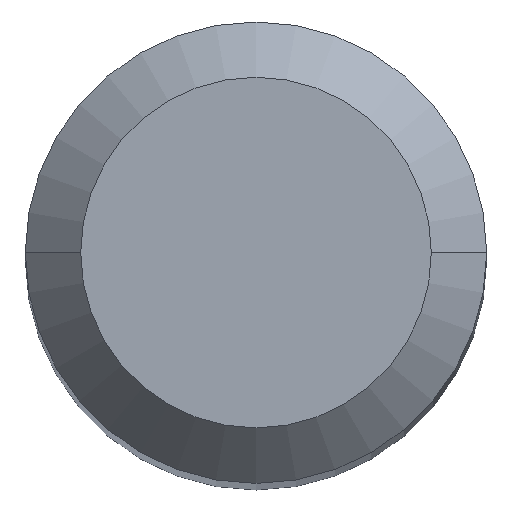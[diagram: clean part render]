
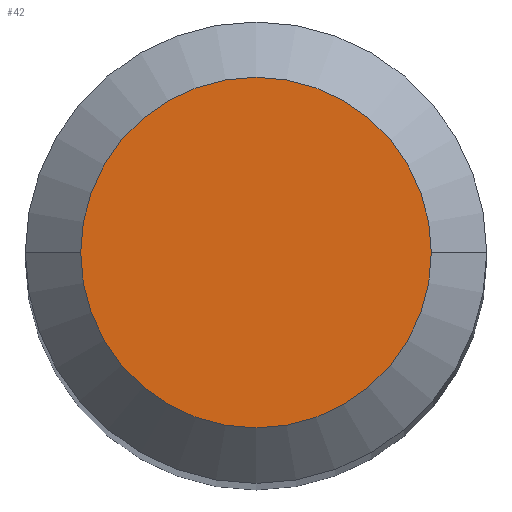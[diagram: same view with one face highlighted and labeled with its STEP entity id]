
A CAD part, top view. The second image highlights one B-rep face of the part: STEP entity #42.
In plain terms, the highlighted planar face has unit normal (0, 0, 1).
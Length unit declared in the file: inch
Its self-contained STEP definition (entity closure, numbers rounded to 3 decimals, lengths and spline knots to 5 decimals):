
#14 = EDGE_LOOP ( 'NONE', ( #101, #61 ) ) ;
#17 = DIRECTION ( 'NONE',  ( 0., 0., 1. ) ) ;
#25 = CARTESIAN_POINT ( 'NONE',  ( 0., 0., 1.5 ) ) ;
#37 = VERTEX_POINT ( 'NONE', #84 ) ;
#42 = ADVANCED_FACE ( 'NONE', ( #227 ), #203, .T. ) ;
#61 = ORIENTED_EDGE ( 'NONE', *, *, #77, .T. ) ;
#64 = AXIS2_PLACEMENT_3D ( 'NONE', #102, #17, #264 ) ;
#76 = CIRCLE ( 'NONE', #238, 0.0475 ) ;
#77 = EDGE_CURVE ( 'NONE', #37, #130, #76, .T. ) ;
#82 = CARTESIAN_POINT ( 'NONE',  ( 0., 0., 1.5 ) ) ;
#84 = CARTESIAN_POINT ( 'NONE',  ( 0.0475, 0., 1.5 ) ) ;
#85 = DIRECTION ( 'NONE',  ( 0., 0., 1. ) ) ;
#98 = AXIS2_PLACEMENT_3D ( 'NONE', #82, #85, #182 ) ;
#101 = ORIENTED_EDGE ( 'NONE', *, *, #252, .T. ) ;
#102 = CARTESIAN_POINT ( 'NONE',  ( 0., 0., 1.5 ) ) ;
#116 = DIRECTION ( 'NONE',  ( 1., 0., 0. ) ) ;
#130 = VERTEX_POINT ( 'NONE', #194 ) ;
#181 = CIRCLE ( 'NONE', #64, 0.0475 ) ;
#182 = DIRECTION ( 'NONE',  ( 1., 0., 0. ) ) ;
#194 = CARTESIAN_POINT ( 'NONE',  ( -0.0475, 0., 1.5 ) ) ;
#203 = PLANE ( 'NONE',  #98 ) ;
#211 = DIRECTION ( 'NONE',  ( 0., 0., 1. ) ) ;
#227 = FACE_OUTER_BOUND ( 'NONE', #14, .T. ) ;
#238 = AXIS2_PLACEMENT_3D ( 'NONE', #25, #211, #116 ) ;
#252 = EDGE_CURVE ( 'NONE', #130, #37, #181, .T. ) ;
#264 = DIRECTION ( 'NONE',  ( 1., 0., 0. ) ) ;
